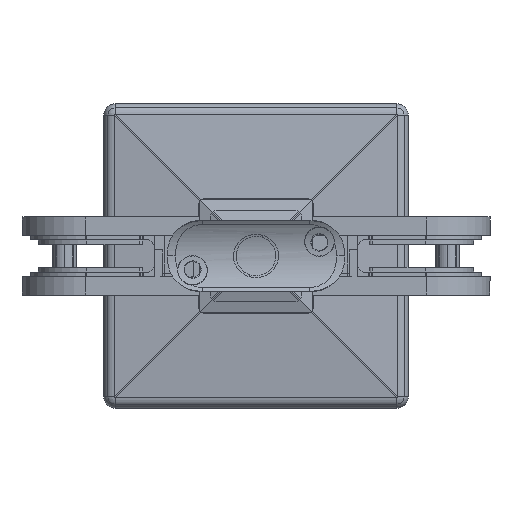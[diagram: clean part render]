
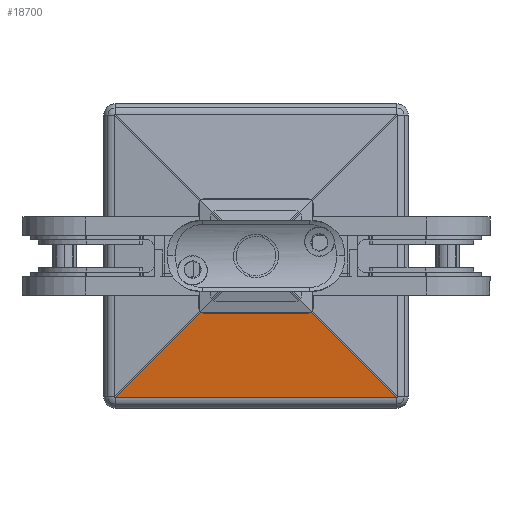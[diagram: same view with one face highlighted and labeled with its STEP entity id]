
A CAD part, front view. The second image highlights one B-rep face of the part: STEP entity #18700.
In plain terms, the highlighted face is planar.
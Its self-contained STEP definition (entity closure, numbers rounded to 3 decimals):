
#897 = CARTESIAN_POINT ( 'NONE',  ( 18.75, -20.25, 24. ) ) ;
#1044 = LINE ( 'NONE', #13740, #31129 ) ;
#2693 = LINE ( 'NONE', #7654, #6650 ) ;
#3284 = PLANE ( 'NONE',  #28501 ) ;
#3645 = ORIENTED_EDGE ( 'NONE', *, *, #23429, .T. ) ;
#3745 = DIRECTION ( 'NONE',  ( 0., 0.996, 0.089 ) ) ;
#4167 = CARTESIAN_POINT ( 'NONE',  ( 18.75, -20.25, 24. ) ) ;
#4306 = CARTESIAN_POINT ( 'NONE',  ( -19.619, -19.973, 24.025 ) ) ;
#4710 = DIRECTION ( 'NONE',  ( -0.706, 0.706, 0.063 ) ) ;
#4922 = CARTESIAN_POINT ( 'NONE',  ( 19.619, -19.973, 24.025 ) ) ;
#5316 = CARTESIAN_POINT ( 'NONE',  ( -19.619, -19.973, 24.025 ) ) ;
#6567 = EDGE_CURVE ( 'NONE', #11094, #14864, #31229, .T. ) ;
#6650 = VECTOR ( 'NONE', #22545, 1000. ) ;
#7654 = CARTESIAN_POINT ( 'NONE',  ( 54., -20.25, 24. ) ) ;
#7951 =( BOUNDED_CURVE ( )  B_SPLINE_CURVE ( 3, ( #13296, #17739, #22667, #897 ),
 .UNSPECIFIED., .F., .T. ) 
 B_SPLINE_CURVE_WITH_KNOTS ( ( 4, 4 ),
 ( 5.666, 6.283 ),
 .UNSPECIFIED. ) 
 CURVE ( )  GEOMETRIC_REPRESENTATION_ITEM ( )  RATIONAL_B_SPLINE_CURVE ( ( 1., 0.968, 0.968, 1. ) ) 
 REPRESENTATION_ITEM ( '' )  );
#8093 = DIRECTION ( 'NONE',  ( 0., 0.089, -0.996 ) ) ;
#8515 = VECTOR ( 'NONE', #9424, 1000. ) ;
#8948 = ORIENTED_EDGE ( 'NONE', *, *, #26747, .T. ) ;
#9213 = EDGE_CURVE ( 'NONE', #10005, #14864, #1044, .T. ) ;
#9424 = DIRECTION ( 'NONE',  ( -0.706, -0.706, -0.063 ) ) ;
#9777 = CARTESIAN_POINT ( 'NONE',  ( -19.064, -20.25, 24. ) ) ;
#10005 = VERTEX_POINT ( 'NONE', #17338 ) ;
#10446 = FACE_OUTER_BOUND ( 'NONE', #29074, .T. ) ;
#11094 = VERTEX_POINT ( 'NONE', #4306 ) ;
#12196 = ORIENTED_EDGE ( 'NONE', *, *, #6567, .T. ) ;
#13296 = CARTESIAN_POINT ( 'NONE',  ( 19.619, -19.973, 24.025 ) ) ;
#13740 = CARTESIAN_POINT ( 'NONE',  ( 54., -50.354, 21.324 ) ) ;
#14864 = VERTEX_POINT ( 'NONE', #26981 ) ;
#15916 =( BOUNDED_CURVE ( )  B_SPLINE_CURVE ( 3, ( #21849, #9777, #19446, #5316 ),
 .UNSPECIFIED., .F., .F. ) 
 B_SPLINE_CURVE_WITH_KNOTS ( ( 4, 4 ),
 ( 0., 0.618 ),
 .UNSPECIFIED. ) 
 CURVE ( )  GEOMETRIC_REPRESENTATION_ITEM ( )  RATIONAL_B_SPLINE_CURVE ( ( 1., 0.968, 0.968, 1. ) ) 
 REPRESENTATION_ITEM ( '' )  );
#17338 = CARTESIAN_POINT ( 'NONE',  ( 50., -50.354, 21.324 ) ) ;
#17610 = EDGE_CURVE ( 'NONE', #22410, #20366, #7951, .T. ) ;
#17739 = CARTESIAN_POINT ( 'NONE',  ( 19.363, -20.155, 24.008 ) ) ;
#17742 = CARTESIAN_POINT ( 'NONE',  ( 54., -20.25, 24. ) ) ;
#18340 = VECTOR ( 'NONE', #4710, 1000. ) ;
#18700 = ADVANCED_FACE ( 'NONE', ( #10446 ), #3284, .F. ) ;
#19446 = CARTESIAN_POINT ( 'NONE',  ( -19.363, -20.155, 24.008 ) ) ;
#20366 = VERTEX_POINT ( 'NONE', #4167 ) ;
#21849 = CARTESIAN_POINT ( 'NONE',  ( -18.75, -20.25, 24. ) ) ;
#21969 = ORIENTED_EDGE ( 'NONE', *, *, #22513, .T. ) ;
#22040 = ORIENTED_EDGE ( 'NONE', *, *, #17610, .T. ) ;
#22410 = VERTEX_POINT ( 'NONE', #4922 ) ;
#22513 = EDGE_CURVE ( 'NONE', #20366, #30347, #2693, .T. ) ;
#22545 = DIRECTION ( 'NONE',  ( -1., 0., 0. ) ) ;
#22667 = CARTESIAN_POINT ( 'NONE',  ( 19.064, -20.25, 24. ) ) ;
#23423 = DIRECTION ( 'NONE',  ( -1., 0., 0. ) ) ;
#23429 = EDGE_CURVE ( 'NONE', #10005, #22410, #26488, .T. ) ;
#25760 = ORIENTED_EDGE ( 'NONE', *, *, #9213, .F. ) ;
#26488 = LINE ( 'NONE', #29053, #18340 ) ;
#26731 = CARTESIAN_POINT ( 'NONE',  ( -50.176, -50.531, 21.308 ) ) ;
#26747 = EDGE_CURVE ( 'NONE', #30347, #11094, #15916, .T. ) ;
#26981 = CARTESIAN_POINT ( 'NONE',  ( -50., -50.354, 21.324 ) ) ;
#28078 = CARTESIAN_POINT ( 'NONE',  ( -18.75, -20.25, 24. ) ) ;
#28501 = AXIS2_PLACEMENT_3D ( 'NONE', #17742, #8093, #3745 ) ;
#29053 = CARTESIAN_POINT ( 'NONE',  ( 20.072, -20.426, 23.984 ) ) ;
#29074 = EDGE_LOOP ( 'NONE', ( #25760, #3645, #22040, #21969, #8948, #12196 ) ) ;
#30347 = VERTEX_POINT ( 'NONE', #28078 ) ;
#31129 = VECTOR ( 'NONE', #23423, 1000. ) ;
#31229 = LINE ( 'NONE', #26731, #8515 ) ;
